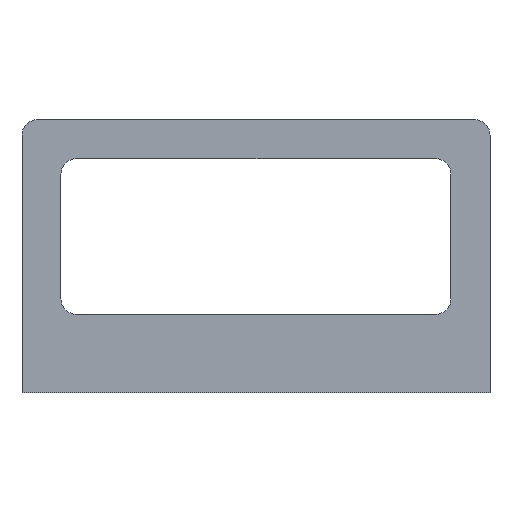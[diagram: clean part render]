
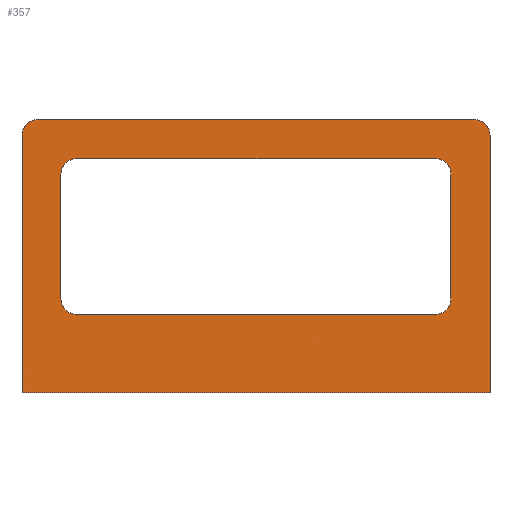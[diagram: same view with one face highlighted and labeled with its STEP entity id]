
A CAD part, left-side view. The second image highlights one B-rep face of the part: STEP entity #357.
In plain terms, the highlighted planar face has unit normal (-1, 0, 0).
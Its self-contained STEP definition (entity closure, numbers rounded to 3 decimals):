
#16=FACE_BOUND('',#71,.T.);
#29=PLANE('',#416);
#49=FACE_OUTER_BOUND('',#70,.T.);
#70=EDGE_LOOP('',(#311,#312,#313,#314,#315,#316));
#71=EDGE_LOOP('',(#317,#318,#319,#320,#321,#322,#323,#324));
#79=LINE('',#539,#111);
#89=LINE('',#572,#121);
#94=LINE('',#583,#126);
#97=LINE('',#591,#129);
#100=LINE('',#599,#132);
#102=LINE('',#605,#134);
#105=LINE('',#621,#137);
#106=LINE('',#623,#138);
#111=VECTOR('',#432,10.);
#121=VECTOR('',#460,10.);
#126=VECTOR('',#471,10.);
#129=VECTOR('',#480,10.);
#132=VECTOR('',#489,10.);
#134=VECTOR('',#497,10.);
#137=VECTOR('',#518,10.);
#138=VECTOR('',#521,10.);
#139=CIRCLE('',#383,2.);
#146=CIRCLE('',#393,2.);
#147=CIRCLE('',#396,2.);
#148=CIRCLE('',#399,2.);
#149=CIRCLE('',#402,2.);
#150=CIRCLE('',#405,2.);
#155=VERTEX_POINT('',#526);
#156=VERTEX_POINT('',#527);
#160=VERTEX_POINT('',#537);
#172=VERTEX_POINT('',#565);
#173=VERTEX_POINT('',#567);
#174=VERTEX_POINT('',#571);
#175=VERTEX_POINT('',#575);
#176=VERTEX_POINT('',#577);
#177=VERTEX_POINT('',#581);
#178=VERTEX_POINT('',#585);
#179=VERTEX_POINT('',#587);
#180=VERTEX_POINT('',#593);
#181=VERTEX_POINT('',#595);
#182=VERTEX_POINT('',#601);
#187=EDGE_CURVE('',#155,#156,#139,.T.);
#193=EDGE_CURVE('',#160,#155,#79,.T.);
#207=EDGE_CURVE('',#172,#173,#146,.T.);
#209=EDGE_CURVE('',#174,#173,#89,.T.);
#212=EDGE_CURVE('',#175,#176,#147,.T.);
#215=EDGE_CURVE('',#175,#177,#94,.T.);
#217=EDGE_CURVE('',#178,#179,#148,.T.);
#219=EDGE_CURVE('',#178,#176,#97,.T.);
#221=EDGE_CURVE('',#180,#181,#149,.T.);
#223=EDGE_CURVE('',#180,#179,#100,.T.);
#225=EDGE_CURVE('',#182,#177,#150,.T.);
#226=EDGE_CURVE('',#182,#181,#102,.T.);
#233=EDGE_CURVE('',#156,#172,#105,.T.);
#234=EDGE_CURVE('',#160,#174,#106,.T.);
#311=ORIENTED_EDGE('',*,*,#187,.F.);
#312=ORIENTED_EDGE('',*,*,#193,.F.);
#313=ORIENTED_EDGE('',*,*,#234,.T.);
#314=ORIENTED_EDGE('',*,*,#209,.T.);
#315=ORIENTED_EDGE('',*,*,#207,.F.);
#316=ORIENTED_EDGE('',*,*,#233,.F.);
#317=ORIENTED_EDGE('',*,*,#215,.T.);
#318=ORIENTED_EDGE('',*,*,#225,.F.);
#319=ORIENTED_EDGE('',*,*,#226,.T.);
#320=ORIENTED_EDGE('',*,*,#221,.F.);
#321=ORIENTED_EDGE('',*,*,#223,.T.);
#322=ORIENTED_EDGE('',*,*,#217,.F.);
#323=ORIENTED_EDGE('',*,*,#219,.T.);
#324=ORIENTED_EDGE('',*,*,#212,.F.);
#357=ADVANCED_FACE('',(#49,#16),#29,.T.);
#383=AXIS2_PLACEMENT_3D('',#528,#422,#423);
#393=AXIS2_PLACEMENT_3D('',#568,#455,#456);
#396=AXIS2_PLACEMENT_3D('',#578,#465,#466);
#399=AXIS2_PLACEMENT_3D('',#588,#475,#476);
#402=AXIS2_PLACEMENT_3D('',#596,#484,#485);
#405=AXIS2_PLACEMENT_3D('',#603,#493,#494);
#416=AXIS2_PLACEMENT_3D('',#622,#519,#520);
#422=DIRECTION('center_axis',(1.,0.,0.));
#423=DIRECTION('ref_axis',(0.,0.707,0.707));
#432=DIRECTION('',(0.,0.,1.));
#455=DIRECTION('center_axis',(1.,0.,0.));
#456=DIRECTION('ref_axis',(0.,-0.707,0.707));
#460=DIRECTION('',(0.,0.,1.));
#465=DIRECTION('center_axis',(-1.,0.,0.));
#466=DIRECTION('ref_axis',(0.,-0.707,-0.707));
#471=DIRECTION('',(0.,1.,0.));
#475=DIRECTION('center_axis',(-1.,0.,0.));
#476=DIRECTION('ref_axis',(0.,-0.707,0.707));
#480=DIRECTION('',(0.,0.,-1.));
#484=DIRECTION('center_axis',(-1.,0.,0.));
#485=DIRECTION('ref_axis',(0.,0.707,0.707));
#489=DIRECTION('',(0.,-1.,0.));
#493=DIRECTION('center_axis',(-1.,0.,0.));
#494=DIRECTION('ref_axis',(0.,0.707,-0.707));
#497=DIRECTION('',(0.,0.,1.));
#518=DIRECTION('',(0.,-1.,0.));
#519=DIRECTION('center_axis',(-1.,0.,0.));
#520=DIRECTION('ref_axis',(0.,-1.,0.));
#521=DIRECTION('',(0.,-1.,0.));
#526=CARTESIAN_POINT('',(0.,60.,33.));
#527=CARTESIAN_POINT('',(0.,58.,35.));
#528=CARTESIAN_POINT('Origin',(0.,58.,33.));
#537=CARTESIAN_POINT('',(0.,60.,0.));
#539=CARTESIAN_POINT('',(0.,60.,0.));
#565=CARTESIAN_POINT('',(0.,2.,35.));
#567=CARTESIAN_POINT('',(0.,0.,33.));
#568=CARTESIAN_POINT('Origin',(0.,2.,33.));
#571=CARTESIAN_POINT('',(0.,0.,0.));
#572=CARTESIAN_POINT('',(0.,0.,0.));
#575=CARTESIAN_POINT('',(0.,7.,10.));
#577=CARTESIAN_POINT('',(0.,5.,12.));
#578=CARTESIAN_POINT('Origin',(0.,7.,12.));
#581=CARTESIAN_POINT('',(0.,53.,10.));
#583=CARTESIAN_POINT('',(0.,57.5,10.));
#585=CARTESIAN_POINT('',(0.,5.,28.));
#587=CARTESIAN_POINT('',(0.,7.,30.));
#588=CARTESIAN_POINT('Origin',(0.,7.,28.));
#591=CARTESIAN_POINT('',(0.,5.,5.));
#593=CARTESIAN_POINT('',(0.,53.,30.));
#595=CARTESIAN_POINT('',(0.,55.,28.));
#596=CARTESIAN_POINT('Origin',(0.,53.,28.));
#599=CARTESIAN_POINT('',(0.,32.5,30.));
#601=CARTESIAN_POINT('',(0.,55.,12.));
#603=CARTESIAN_POINT('Origin',(0.,53.,12.));
#605=CARTESIAN_POINT('',(0.,55.,15.));
#621=CARTESIAN_POINT('',(0.,60.,35.));
#622=CARTESIAN_POINT('Origin',(0.,60.,0.));
#623=CARTESIAN_POINT('',(0.,60.,0.));
